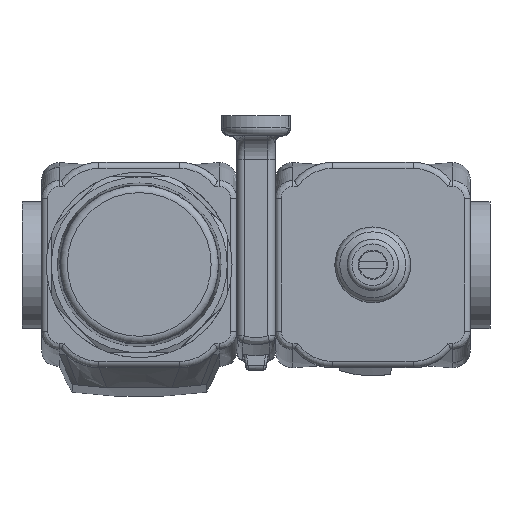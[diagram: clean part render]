
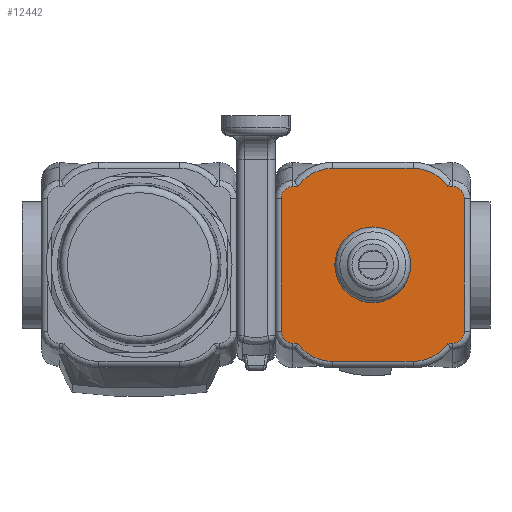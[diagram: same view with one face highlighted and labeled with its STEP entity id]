
A CAD part, top view. The second image highlights one B-rep face of the part: STEP entity #12442.
In plain terms, the highlighted planar face has unit normal (0, 0, 1).
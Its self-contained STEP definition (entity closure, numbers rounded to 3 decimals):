
#638=CIRCLE('',#13311,8.75);
#639=CIRCLE('',#13313,8.75);
#640=CIRCLE('',#13315,7.75);
#641=CIRCLE('',#13316,8.75);
#642=CIRCLE('',#13317,8.75);
#871=PLANE('',#13314);
#1507=LINE('',#20377,#2253);
#1521=LINE('',#20448,#2267);
#1524=LINE('',#20516,#2270);
#1537=LINE('',#20580,#2283);
#1538=LINE('',#20614,#2284);
#1539=LINE('',#20619,#2285);
#1540=LINE('',#20633,#2286);
#1541=LINE('',#20646,#2287);
#2253=VECTOR('',#15404,1000.);
#2267=VECTOR('',#15454,1000.);
#2270=VECTOR('',#15475,1000.);
#2283=VECTOR('',#15522,1000.);
#2284=VECTOR('',#15535,1000.);
#2285=VECTOR('',#15538,1000.);
#2286=VECTOR('',#15539,1000.);
#2287=VECTOR('',#15540,1000.);
#4731=ORIENTED_EDGE('',*,*,#6360,.T.);
#4732=ORIENTED_EDGE('',*,*,#6361,.F.);
#4733=ORIENTED_EDGE('',*,*,#6362,.F.);
#4734=ORIENTED_EDGE('',*,*,#6363,.F.);
#4735=ORIENTED_EDGE('',*,*,#6364,.F.);
#4736=ORIENTED_EDGE('',*,*,#6322,.F.);
#4737=ORIENTED_EDGE('',*,*,#6365,.F.);
#4738=ORIENTED_EDGE('',*,*,#6366,.F.);
#4739=ORIENTED_EDGE('',*,*,#6358,.F.);
#4740=ORIENTED_EDGE('',*,*,#6298,.F.);
#4741=ORIENTED_EDGE('',*,*,#6357,.F.);
#4742=ORIENTED_EDGE('',*,*,#6355,.F.);
#4743=ORIENTED_EDGE('',*,*,#6367,.F.);
#4744=ORIENTED_EDGE('',*,*,#6334,.F.);
#4745=ORIENTED_EDGE('',*,*,#6368,.F.);
#4746=ORIENTED_EDGE('',*,*,#6369,.F.);
#4747=ORIENTED_EDGE('',*,*,#6370,.F.);
#6298=EDGE_CURVE('',#7289,#7288,#1507,.T.);
#6322=EDGE_CURVE('',#7301,#7302,#1521,.T.);
#6334=EDGE_CURVE('',#7308,#7309,#1524,.T.);
#6355=EDGE_CURVE('',#7319,#7320,#1537,.T.);
#6357=EDGE_CURVE('',#7320,#7289,#638,.T.);
#6358=EDGE_CURVE('',#7288,#7321,#639,.T.);
#6360=EDGE_CURVE('',#7322,#7322,#640,.T.);
#6361=EDGE_CURVE('',#7323,#7324,#1538,.T.);
#6362=EDGE_CURVE('',#7325,#7323,#641,.T.);
#6363=EDGE_CURVE('',#7326,#7325,#1539,.T.);
#6364=EDGE_CURVE('',#7302,#7326,#7674,.T.);
#6365=EDGE_CURVE('',#7327,#7301,#7675,.T.);
#6366=EDGE_CURVE('',#7321,#7327,#1540,.T.);
#6367=EDGE_CURVE('',#7309,#7319,#7676,.T.);
#6368=EDGE_CURVE('',#7328,#7308,#7677,.T.);
#6369=EDGE_CURVE('',#7329,#7328,#1541,.T.);
#6370=EDGE_CURVE('',#7324,#7329,#642,.T.);
#7288=VERTEX_POINT('',#20374);
#7289=VERTEX_POINT('',#20376);
#7301=VERTEX_POINT('',#20447);
#7302=VERTEX_POINT('',#20449);
#7308=VERTEX_POINT('',#20515);
#7309=VERTEX_POINT('',#20517);
#7319=VERTEX_POINT('',#20579);
#7320=VERTEX_POINT('',#20581);
#7321=VERTEX_POINT('',#20598);
#7322=VERTEX_POINT('',#20613);
#7323=VERTEX_POINT('',#20615);
#7324=VERTEX_POINT('',#20616);
#7325=VERTEX_POINT('',#20618);
#7326=VERTEX_POINT('',#20620);
#7327=VERTEX_POINT('',#20632);
#7328=VERTEX_POINT('',#20645);
#7329=VERTEX_POINT('',#20647);
#7674=B_SPLINE_CURVE_WITH_KNOTS('',3,(#20621,#20622,#20623,#20624,#20625,
#20626),.UNSPECIFIED.,.F.,.F.,(4,1,1,4),(0.,0.164,0.274,
0.383),.UNSPECIFIED.);
#7675=B_SPLINE_CURVE_WITH_KNOTS('',3,(#20627,#20628,#20629,#20630,#20631),
 .UNSPECIFIED.,.F.,.F.,(4,1,4),(0.,0.164,0.382),
 .UNSPECIFIED.);
#7676=B_SPLINE_CURVE_WITH_KNOTS('',3,(#20634,#20635,#20636,#20637,#20638,
#20639),.UNSPECIFIED.,.F.,.F.,(4,1,1,4),(0.,0.164,0.274,
0.383),.UNSPECIFIED.);
#7677=B_SPLINE_CURVE_WITH_KNOTS('',3,(#20640,#20641,#20642,#20643,#20644),
 .UNSPECIFIED.,.F.,.F.,(4,1,4),(0.,0.164,0.382),
 .UNSPECIFIED.);
#8277=EDGE_LOOP('',(#4731));
#8278=EDGE_LOOP('',(#4732,#4733,#4734,#4735,#4736,#4737,#4738,#4739,#4740,
#4741,#4742,#4743,#4744,#4745,#4746,#4747));
#8957=FACE_BOUND('',#8277,.T.);
#8958=FACE_BOUND('',#8278,.T.);
#12442=ADVANCED_FACE('',(#8957,#8958),#871,.T.);
#13311=AXIS2_PLACEMENT_3D('',#20595,#15525,#15526);
#13313=AXIS2_PLACEMENT_3D('',#20597,#15529,#15530);
#13314=AXIS2_PLACEMENT_3D('',#20611,#15531,#15532);
#13315=AXIS2_PLACEMENT_3D('',#20612,#15533,#15534);
#13316=AXIS2_PLACEMENT_3D('',#20617,#15536,#15537);
#13317=AXIS2_PLACEMENT_3D('',#20648,#15541,#15542);
#15404=DIRECTION('',(-1.,0.,0.));
#15454=DIRECTION('',(0.,1.,0.));
#15475=DIRECTION('',(0.,-1.,0.));
#15522=DIRECTION('',(-1.,0.,0.));
#15525=DIRECTION('',(0.,0.,-1.));
#15526=DIRECTION('',(0.447,-0.894,0.));
#15529=DIRECTION('',(0.,0.,-1.));
#15530=DIRECTION('',(-0.447,-0.894,0.));
#15531=DIRECTION('',(0.,0.,1.));
#15532=DIRECTION('',(1.,0.,0.));
#15533=DIRECTION('',(0.,0.,-1.));
#15534=DIRECTION('',(1.,0.,0.));
#15535=DIRECTION('',(1.,0.,0.));
#15536=DIRECTION('',(0.,0.,-1.));
#15537=DIRECTION('',(-0.447,0.894,0.));
#15538=DIRECTION('',(1.,0.,0.));
#15539=DIRECTION('',(-1.,0.,0.));
#15540=DIRECTION('',(1.,0.,0.));
#15541=DIRECTION('',(0.,0.,-1.));
#15542=DIRECTION('',(0.447,0.894,0.));
#20374=CARTESIAN_POINT('',(-8.25,-19.75,27.5));
#20376=CARTESIAN_POINT('',(8.25,-19.75,27.5));
#20377=CARTESIAN_POINT('',(8.25,-19.75,27.5));
#20447=CARTESIAN_POINT('',(-18.75,-13.562,27.5));
#20448=CARTESIAN_POINT('',(-18.75,-13.562,27.5));
#20449=CARTESIAN_POINT('',(-18.75,13.562,27.5));
#20515=CARTESIAN_POINT('',(18.75,13.562,27.5));
#20516=CARTESIAN_POINT('',(18.75,13.562,27.5));
#20517=CARTESIAN_POINT('',(18.75,-13.562,27.5));
#20579=CARTESIAN_POINT('',(16.35,-16.061,27.5));
#20580=CARTESIAN_POINT('',(16.35,-16.061,27.5));
#20581=CARTESIAN_POINT('',(15.388,-16.061,27.5));
#20595=CARTESIAN_POINT('',(8.25,-11.,27.5));
#20597=CARTESIAN_POINT('',(-8.25,-11.,27.5));
#20598=CARTESIAN_POINT('',(-15.388,-16.061,27.5));
#20611=CARTESIAN_POINT('',(0.,0.,27.5));
#20612=CARTESIAN_POINT('',(0.,0.,27.5));
#20613=CARTESIAN_POINT('',(7.75,0.,27.5));
#20614=CARTESIAN_POINT('',(-8.25,19.75,27.5));
#20615=CARTESIAN_POINT('',(-8.25,19.75,27.5));
#20616=CARTESIAN_POINT('',(8.25,19.75,27.5));
#20617=CARTESIAN_POINT('',(-8.25,11.,27.5));
#20618=CARTESIAN_POINT('',(-15.388,16.061,27.5));
#20619=CARTESIAN_POINT('',(-16.35,16.061,27.5));
#20620=CARTESIAN_POINT('',(-16.35,16.061,27.5));
#20621=CARTESIAN_POINT('',(-18.75,13.562,27.5));
#20622=CARTESIAN_POINT('',(-18.75,14.109,27.5));
#20623=CARTESIAN_POINT('',(-18.453,15.024,27.5));
#20624=CARTESIAN_POINT('',(-17.449,15.882,27.5));
#20625=CARTESIAN_POINT('',(-16.715,16.061,27.5));
#20626=CARTESIAN_POINT('',(-16.35,16.061,27.5));
#20627=CARTESIAN_POINT('',(-16.35,-16.061,27.5));
#20628=CARTESIAN_POINT('',(-16.896,-16.061,27.5));
#20629=CARTESIAN_POINT('',(-18.18,-15.577,27.5));
#20630=CARTESIAN_POINT('',(-18.75,-14.29,27.5));
#20631=CARTESIAN_POINT('',(-18.75,-13.562,27.5));
#20632=CARTESIAN_POINT('',(-16.35,-16.061,27.5));
#20633=CARTESIAN_POINT('',(-15.388,-16.061,27.5));
#20634=CARTESIAN_POINT('',(18.75,-13.562,27.5));
#20635=CARTESIAN_POINT('',(18.75,-14.109,27.5));
#20636=CARTESIAN_POINT('',(18.453,-15.024,27.5));
#20637=CARTESIAN_POINT('',(17.449,-15.882,27.5));
#20638=CARTESIAN_POINT('',(16.715,-16.061,27.5));
#20639=CARTESIAN_POINT('',(16.35,-16.061,27.5));
#20640=CARTESIAN_POINT('',(16.35,16.061,27.5));
#20641=CARTESIAN_POINT('',(16.896,16.061,27.5));
#20642=CARTESIAN_POINT('',(18.18,15.577,27.5));
#20643=CARTESIAN_POINT('',(18.75,14.29,27.5));
#20644=CARTESIAN_POINT('',(18.75,13.562,27.5));
#20645=CARTESIAN_POINT('',(16.35,16.061,27.5));
#20646=CARTESIAN_POINT('',(15.388,16.061,27.5));
#20647=CARTESIAN_POINT('',(15.388,16.061,27.5));
#20648=CARTESIAN_POINT('',(8.25,11.,27.5));
